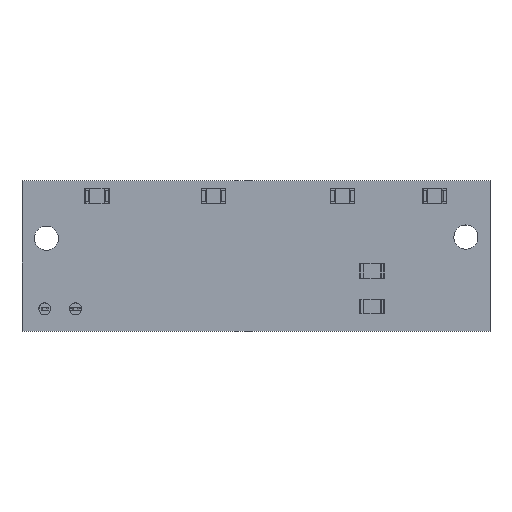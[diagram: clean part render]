
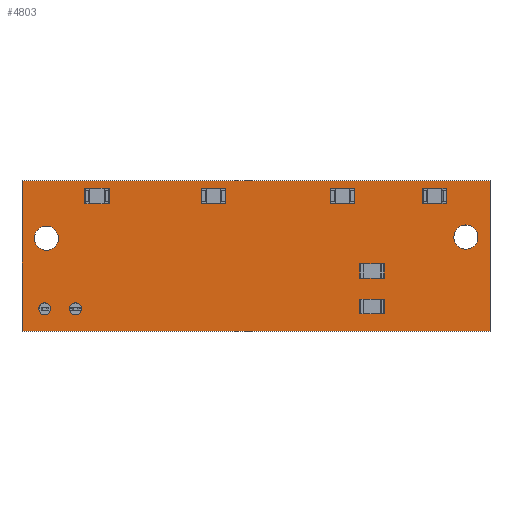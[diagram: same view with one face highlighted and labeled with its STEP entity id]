
A CAD part, top view. The second image highlights one B-rep face of the part: STEP entity #4803.
In plain terms, the highlighted planar face has unit normal (0, 0, 1).
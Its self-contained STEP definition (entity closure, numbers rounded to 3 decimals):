
#4647 = VERTEX_POINT('',#4648);
#4648 = CARTESIAN_POINT('',(155.448,-147.828,1.6));
#4654 = EDGE_CURVE('',#4647,#4655,#4657,.T.);
#4655 = VERTEX_POINT('',#4656);
#4656 = CARTESIAN_POINT('',(116.736,-147.828,1.6));
#4657 = LINE('',#4658,#4659);
#4658 = CARTESIAN_POINT('',(155.448,-147.828,1.6));
#4659 = VECTOR('',#4660,1.);
#4660 = DIRECTION('',(-1.,0.,0.));
#4687 = VERTEX_POINT('',#4688);
#4688 = CARTESIAN_POINT('',(155.448,-135.388,1.6));
#4694 = EDGE_CURVE('',#4687,#4647,#4695,.T.);
#4695 = LINE('',#4696,#4697);
#4696 = CARTESIAN_POINT('',(155.448,-135.388,1.6));
#4697 = VECTOR('',#4698,1.);
#4698 = DIRECTION('',(0.,-1.,0.));
#4716 = EDGE_CURVE('',#4655,#4717,#4719,.T.);
#4717 = VERTEX_POINT('',#4718);
#4718 = CARTESIAN_POINT('',(116.736,-135.388,1.6));
#4719 = LINE('',#4720,#4721);
#4720 = CARTESIAN_POINT('',(116.736,-147.828,1.6));
#4721 = VECTOR('',#4722,1.);
#4722 = DIRECTION('',(0.,1.,0.));
#4803 = ADVANCED_FACE('',(#4804,#4815,#4826,#4837,#4848),#4859,.F.);
#4804 = FACE_BOUND('',#4805,.F.);
#4805 = EDGE_LOOP('',(#4806,#4807,#4808,#4814));
#4806 = ORIENTED_EDGE('',*,*,#4654,.T.);
#4807 = ORIENTED_EDGE('',*,*,#4716,.T.);
#4808 = ORIENTED_EDGE('',*,*,#4809,.T.);
#4809 = EDGE_CURVE('',#4717,#4687,#4810,.T.);
#4810 = LINE('',#4811,#4812);
#4811 = CARTESIAN_POINT('',(116.736,-135.388,1.6));
#4812 = VECTOR('',#4813,1.);
#4813 = DIRECTION('',(1.,0.,0.));
#4814 = ORIENTED_EDGE('',*,*,#4694,.T.);
#4815 = FACE_BOUND('',#4816,.F.);
#4816 = EDGE_LOOP('',(#4817));
#4817 = ORIENTED_EDGE('',*,*,#4818,.F.);
#4818 = EDGE_CURVE('',#4819,#4819,#4821,.T.);
#4819 = VERTEX_POINT('',#4820);
#4820 = CARTESIAN_POINT('',(121.157,-146.488,1.6));
#4821 = CIRCLE('',#4822,0.5);
#4822 = AXIS2_PLACEMENT_3D('',#4823,#4824,#4825);
#4823 = CARTESIAN_POINT('',(121.157,-145.988,1.6));
#4824 = DIRECTION('',(-0.,0.,-1.));
#4825 = DIRECTION('',(-0.,-1.,0.));
#4826 = FACE_BOUND('',#4827,.F.);
#4827 = EDGE_LOOP('',(#4828));
#4828 = ORIENTED_EDGE('',*,*,#4829,.F.);
#4829 = EDGE_CURVE('',#4830,#4830,#4832,.T.);
#4830 = VERTEX_POINT('',#4831);
#4831 = CARTESIAN_POINT('',(118.617,-146.488,1.6));
#4832 = CIRCLE('',#4833,0.5);
#4833 = AXIS2_PLACEMENT_3D('',#4834,#4835,#4836);
#4834 = CARTESIAN_POINT('',(118.617,-145.988,1.6));
#4835 = DIRECTION('',(-0.,0.,-1.));
#4836 = DIRECTION('',(-0.,-1.,0.));
#4837 = FACE_BOUND('',#4838,.F.);
#4838 = EDGE_LOOP('',(#4839));
#4839 = ORIENTED_EDGE('',*,*,#4840,.T.);
#4840 = EDGE_CURVE('',#4841,#4841,#4843,.T.);
#4841 = VERTEX_POINT('',#4842);
#4842 = CARTESIAN_POINT('',(154.455,-140.045,1.6));
#4843 = CIRCLE('',#4844,1.);
#4844 = AXIS2_PLACEMENT_3D('',#4845,#4846,#4847);
#4845 = CARTESIAN_POINT('',(153.455,-140.045,1.6));
#4846 = DIRECTION('',(0.,0.,1.));
#4847 = DIRECTION('',(1.,0.,-0.));
#4848 = FACE_BOUND('',#4849,.F.);
#4849 = EDGE_LOOP('',(#4850));
#4850 = ORIENTED_EDGE('',*,*,#4851,.T.);
#4851 = EDGE_CURVE('',#4852,#4852,#4854,.T.);
#4852 = VERTEX_POINT('',#4853);
#4853 = CARTESIAN_POINT('',(119.755,-140.146,1.6));
#4854 = CIRCLE('',#4855,1.);
#4855 = AXIS2_PLACEMENT_3D('',#4856,#4857,#4858);
#4856 = CARTESIAN_POINT('',(118.755,-140.146,1.6));
#4857 = DIRECTION('',(0.,0.,1.));
#4858 = DIRECTION('',(1.,0.,-0.));
#4859 = PLANE('',#4860);
#4860 = AXIS2_PLACEMENT_3D('',#4861,#4862,#4863);
#4861 = CARTESIAN_POINT('',(136.092,-141.608,1.6));
#4862 = DIRECTION('',(-0.,-0.,-1.));
#4863 = DIRECTION('',(-1.,0.,0.));
